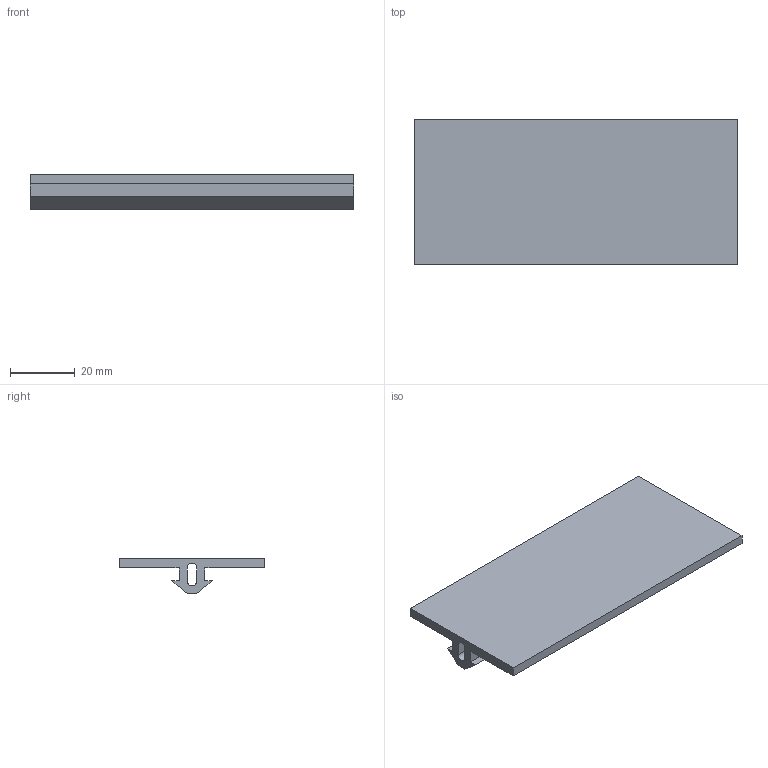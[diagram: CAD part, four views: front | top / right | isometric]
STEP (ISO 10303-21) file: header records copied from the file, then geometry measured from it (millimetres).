
FILE_DESCRIPTION (( 'STEP AP203' ), '1' );
FILE_NAME ('084.205.001.STEP', '2013-01-24T14:13:31', ( 'Alusic' ), ( 'Alusic' ), 'SwSTEP 2.0', 'SolidWorks 2011', '' );
FILE_SCHEMA (( 'CONFIG_CONTROL_DESIGN' ));
Length unit declared in the file: millimetre
Products named in the file (1): 084.205.001
Bounding box: 100 x 45 x 11 mm (x, y, z)
Volume: 17869.7 mm3; surface area: 13671.2 mm2
Topology: 1 solids, 1 shells, 19 faces, 51 edges, 34 vertices
Faces by surface type: plane 16, cylinder 3
Entity records: 672 total; most frequent: CARTESIAN_POINT 105, ORIENTED_EDGE 102, DIRECTION 97, EDGE_CURVE 51, VECTOR 45, LINE 45, VERTEX_POINT 34, AXIS2_PLACEMENT_3D 26
